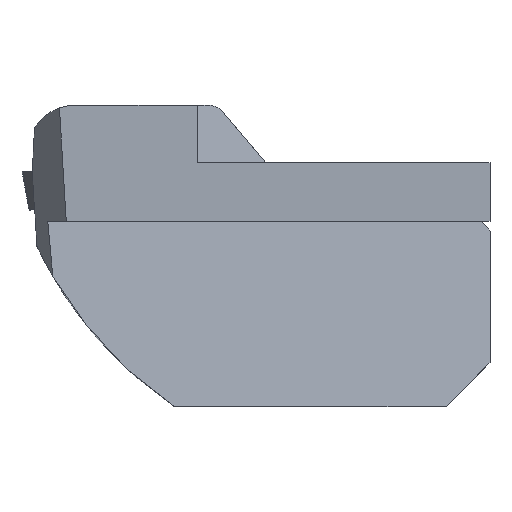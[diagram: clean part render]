
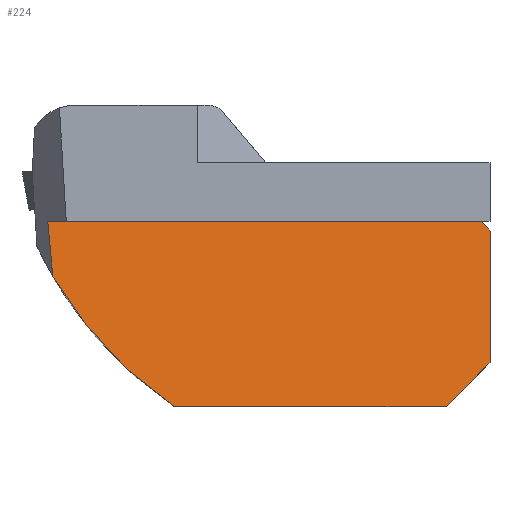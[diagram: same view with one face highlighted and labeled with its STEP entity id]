
A CAD part, top view. The second image highlights one B-rep face of the part: STEP entity #224.
In plain terms, the highlighted planar face has unit normal (0, 0.139, 0.99).
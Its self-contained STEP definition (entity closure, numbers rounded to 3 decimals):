
#180=ELLIPSE('',#1351,41.262,40.86);
#224=ADVANCED_FACE('',(#333),#288,.F.);
#288=PLANE('',#1370);
#333=FACE_OUTER_BOUND('',#389,.T.);
#389=EDGE_LOOP('',(#555,#556,#557,#558,#559,#560,#561));
#555=ORIENTED_EDGE('',*,*,#974,.F.);
#556=ORIENTED_EDGE('',*,*,#919,.T.);
#557=ORIENTED_EDGE('',*,*,#953,.T.);
#558=ORIENTED_EDGE('',*,*,#975,.F.);
#559=ORIENTED_EDGE('',*,*,#976,.F.);
#560=ORIENTED_EDGE('',*,*,#977,.T.);
#561=ORIENTED_EDGE('',*,*,#978,.T.);
#802=VERTEX_POINT('',#1839);
#803=VERTEX_POINT('',#1841);
#830=VERTEX_POINT('',#1907);
#845=VERTEX_POINT('',#1985);
#846=VERTEX_POINT('',#1987);
#847=VERTEX_POINT('',#1989);
#848=VERTEX_POINT('',#1991);
#919=EDGE_CURVE('',#803,#802,#180,.T.);
#953=EDGE_CURVE('',#802,#830,#1104,.T.);
#974=EDGE_CURVE('',#803,#845,#1117,.T.);
#975=EDGE_CURVE('',#846,#830,#1118,.T.);
#976=EDGE_CURVE('',#847,#846,#1119,.T.);
#977=EDGE_CURVE('',#847,#848,#1120,.T.);
#978=EDGE_CURVE('',#848,#845,#1121,.T.);
#1104=LINE('',#1908,#1211);
#1117=LINE('',#1984,#1224);
#1118=LINE('',#1986,#1225);
#1119=LINE('',#1988,#1226);
#1120=LINE('',#1990,#1227);
#1121=LINE('',#1992,#1228);
#1211=VECTOR('',#1541,1.);
#1224=VECTOR('',#1568,1.);
#1225=VECTOR('',#1569,1.);
#1226=VECTOR('',#1570,1.);
#1227=VECTOR('',#1571,1.);
#1228=VECTOR('',#1572,1.);
#1351=AXIS2_PLACEMENT_3D('',#1840,#1489,#1490);
#1370=AXIS2_PLACEMENT_3D('',#1993,#1573,#1574);
#1489=DIRECTION('',(0.,0.139,0.99));
#1490=DIRECTION('',(0.,0.99,-0.139));
#1541=DIRECTION('',(1.,0.,0.));
#1568=DIRECTION('',(-0.091,0.986,-0.139));
#1569=DIRECTION('',(-0.704,-0.704,0.099));
#1570=DIRECTION('',(0.,-0.99,0.139));
#1571=DIRECTION('',(-0.639,0.762,-0.107));
#1572=DIRECTION('',(-1.,0.,0.));
#1573=DIRECTION('',(0.,-0.139,-0.99));
#1574=DIRECTION('',(0.,0.99,-0.139));
#1839=CARTESIAN_POINT('',(-19.343,-25.,2.67));
#1840=CARTESIAN_POINT('',(3.527,8.86,-2.088));
#1841=CARTESIAN_POINT('',(-31.829,-11.622,0.79));
#1907=CARTESIAN_POINT('',(8.5,-25.,2.67));
#1908=CARTESIAN_POINT('',(-9.674,-25.,2.67));
#1984=CARTESIAN_POINT('',(-32.16,-8.038,0.286));
#1985=CARTESIAN_POINT('',(-32.349,-6.,0.));
#1986=CARTESIAN_POINT('',(9.095,-24.405,2.587));
#1987=CARTESIAN_POINT('',(13.,-20.5,2.038));
#1988=CARTESIAN_POINT('',(13.,-6.,0.));
#1989=CARTESIAN_POINT('',(13.,-7.,0.141));
#1990=CARTESIAN_POINT('',(3.242,4.629,-1.494));
#1991=CARTESIAN_POINT('',(12.161,-6.,0.));
#1992=CARTESIAN_POINT('',(-40.7,-6.,0.));
#1993=CARTESIAN_POINT('',(-9.674,-6.,0.));
